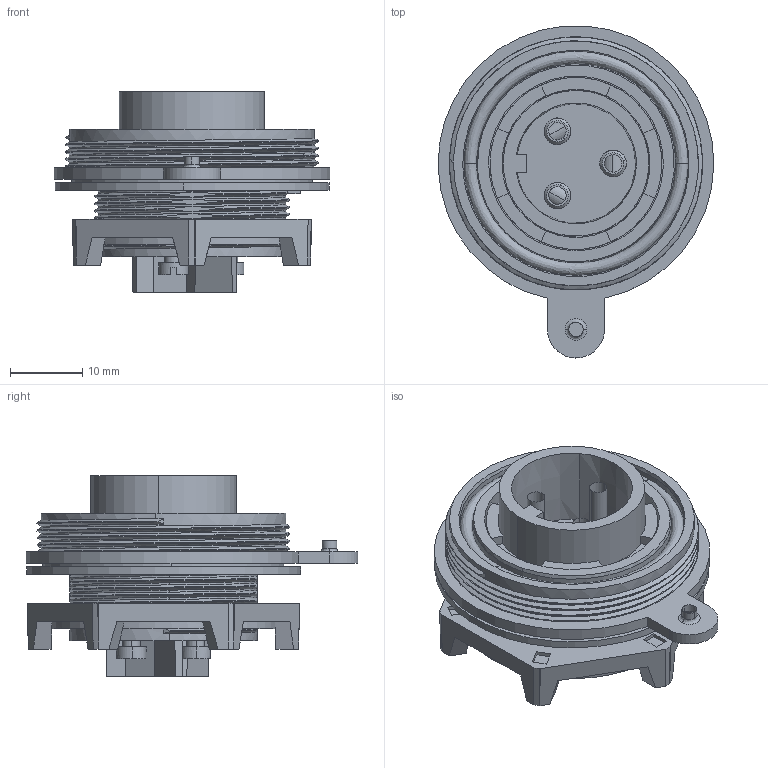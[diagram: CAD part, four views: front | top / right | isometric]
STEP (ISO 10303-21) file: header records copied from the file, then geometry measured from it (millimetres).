
FILE_DESCRIPTION(('STEP AP242'),'1');
FILE_NAME('px0730-x.stp','2023-03-06T14:59:19',('TraceParts'),('TraceParts S.A.'),'Spatial InterOp 3D',' ',' ');
FILE_SCHEMA(('AP242_MANAGED_MODEL_BASED_3D_ENGINEERING_MIM_LF {1 0 10303 442 1 1 4}'));
Length unit declared in the file: millimetre
Products named in the file (1): px0730-x_1
Bounding box: 38.09 x 45.88 x 27.74 mm (x, y, z)
Volume: 11610.4 mm3; surface area: 12742.9 mm2
Topology: 5 solids, 5 shells, 432 faces, 1237 edges, 838 vertices
Faces by surface type: plane 209, cylinder 105, cone 61, bspline 57
Entity records: 27055 total; most frequent: CARTESIAN_POINT 12286, ORIENTED_EDGE 2476, DIRECTION 2107, EDGE_CURVE 1238, VERTEX_POINT 839, AXIS2_PLACEMENT_3D 778, PRESENTATION_STYLE_ASSIGNMENT 620, COLOUR_RGB 620
